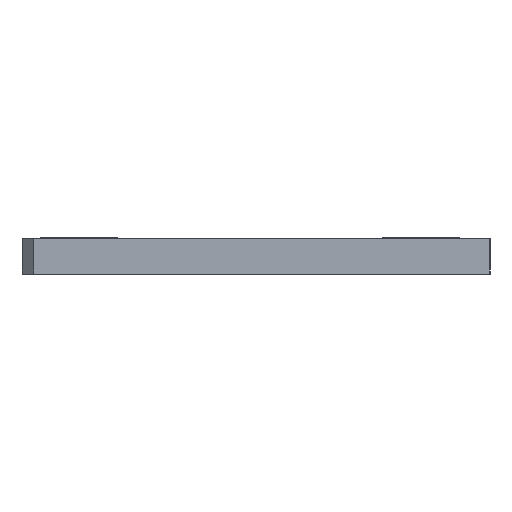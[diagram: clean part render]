
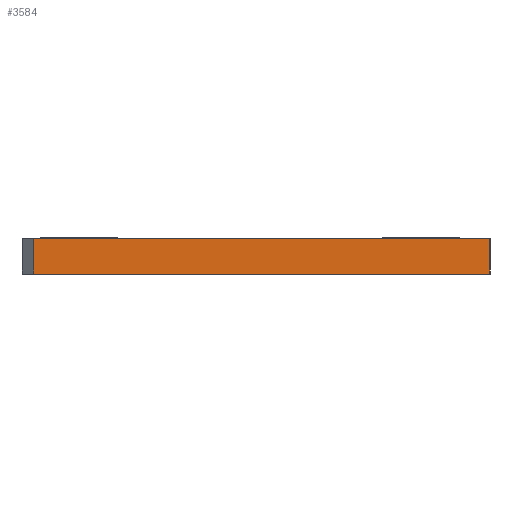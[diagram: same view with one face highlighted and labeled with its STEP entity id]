
A CAD part, front view. The second image highlights one B-rep face of the part: STEP entity #3584.
In plain terms, the highlighted face is planar.
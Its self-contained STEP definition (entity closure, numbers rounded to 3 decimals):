
#514=FACE_OUTER_BOUND('',#750,.T.);
#750=EDGE_LOOP('',(#2794,#2795,#2796,#2797));
#1028=LINE('',#5564,#1361);
#1029=LINE('',#5567,#1362);
#1033=LINE('',#5575,#1366);
#1034=LINE('',#5576,#1367);
#1361=VECTOR('',#4612,10.);
#1362=VECTOR('',#4615,10.);
#1366=VECTOR('',#4621,10.);
#1367=VECTOR('',#4622,10.);
#1750=VERTEX_POINT('',#5557);
#1753=VERTEX_POINT('',#5562);
#1754=VERTEX_POINT('',#5566);
#1757=VERTEX_POINT('',#5574);
#2152=EDGE_CURVE('',#1753,#1750,#1028,.T.);
#2153=EDGE_CURVE('',#1750,#1754,#1029,.T.);
#2157=EDGE_CURVE('',#1757,#1753,#1033,.T.);
#2158=EDGE_CURVE('',#1757,#1754,#1034,.T.);
#2794=ORIENTED_EDGE('',*,*,#2152,.F.);
#2795=ORIENTED_EDGE('',*,*,#2157,.F.);
#2796=ORIENTED_EDGE('',*,*,#2158,.T.);
#2797=ORIENTED_EDGE('',*,*,#2153,.F.);
#3429=PLANE('',#3991);
#3584=ADVANCED_FACE('',(#514),#3429,.T.);
#3991=AXIS2_PLACEMENT_3D('',#5573,#4619,#4620);
#4612=DIRECTION('',(0.,1.,0.));
#4615=DIRECTION('',(1.,0.,0.));
#4619=DIRECTION('center_axis',(0.,0.,1.));
#4620=DIRECTION('ref_axis',(1.,0.,0.));
#4621=DIRECTION('',(-1.,0.,0.));
#4622=DIRECTION('',(0.,1.,0.));
#5557=CARTESIAN_POINT('',(-60.325,9.525,107.95));
#5562=CARTESIAN_POINT('',(-60.325,0.,107.95));
#5564=CARTESIAN_POINT('',(-60.325,0.,107.95));
#5566=CARTESIAN_POINT('',(63.5,9.525,107.95));
#5567=CARTESIAN_POINT('',(63.5,9.525,107.95));
#5573=CARTESIAN_POINT('Origin',(-63.5,0.,107.95));
#5574=CARTESIAN_POINT('',(63.5,0.,107.95));
#5575=CARTESIAN_POINT('',(63.5,0.,107.95));
#5576=CARTESIAN_POINT('',(63.5,0.,107.95));
